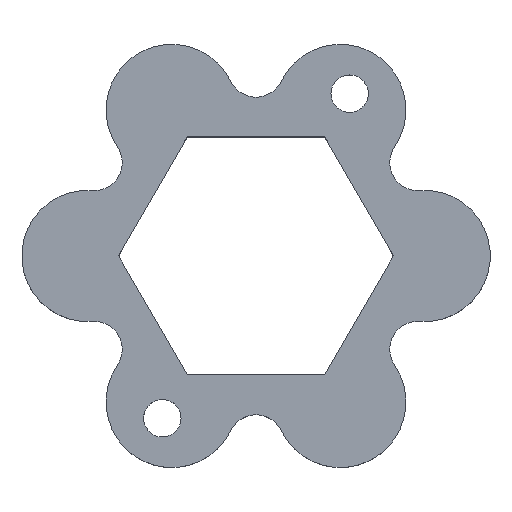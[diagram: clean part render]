
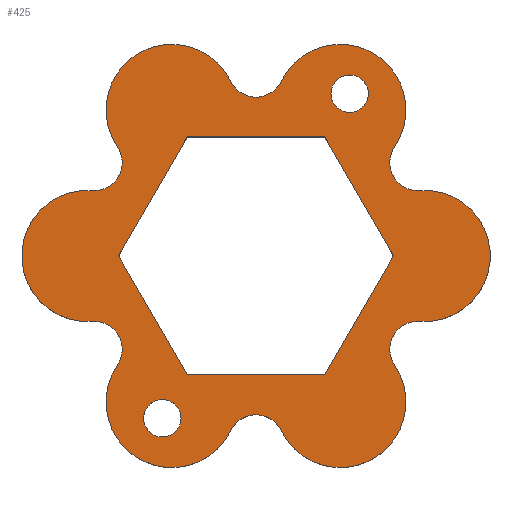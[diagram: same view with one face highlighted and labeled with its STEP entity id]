
A CAD part, top view. The second image highlights one B-rep face of the part: STEP entity #425.
In plain terms, the highlighted planar face has unit normal (0, 0, 1).
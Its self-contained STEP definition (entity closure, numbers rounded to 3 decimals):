
#15=FACE_BOUND('',#106,.T.);
#16=FACE_BOUND('',#107,.T.);
#17=FACE_BOUND('',#108,.T.);
#21=CIRCLE('',#457,1.);
#23=CIRCLE('',#460,1.);
#26=CIRCLE('',#464,1.5);
#28=CIRCLE('',#467,3.5);
#30=CIRCLE('',#470,1.5);
#32=CIRCLE('',#473,3.5);
#34=CIRCLE('',#476,1.5);
#36=CIRCLE('',#479,3.5);
#38=CIRCLE('',#482,1.5);
#40=CIRCLE('',#485,3.5);
#42=CIRCLE('',#488,1.5);
#44=CIRCLE('',#491,3.5);
#46=CIRCLE('',#494,1.5);
#48=CIRCLE('',#497,3.5);
#83=FACE_OUTER_BOUND('',#105,.T.);
#105=EDGE_LOOP('',(#357,#358,#359,#360,#361,#362,#363,#364,#365,#366,#367,
#368));
#106=EDGE_LOOP('',(#369,#370,#371,#372,#373,#374));
#107=EDGE_LOOP('',(#375));
#108=EDGE_LOOP('',(#376));
#115=LINE('',#642,#147);
#118=LINE('',#648,#150);
#121=LINE('',#654,#153);
#124=LINE('',#660,#156);
#127=LINE('',#666,#159);
#130=LINE('',#670,#162);
#147=VECTOR('',#506,10.);
#150=VECTOR('',#511,10.);
#153=VECTOR('',#516,10.);
#156=VECTOR('',#521,10.);
#159=VECTOR('',#526,10.);
#162=VECTOR('',#531,10.);
#179=VERTEX_POINT('',#639);
#180=VERTEX_POINT('',#641);
#182=VERTEX_POINT('',#647);
#184=VERTEX_POINT('',#653);
#186=VERTEX_POINT('',#659);
#188=VERTEX_POINT('',#665);
#189=VERTEX_POINT('',#672);
#191=VERTEX_POINT('',#678);
#195=VERTEX_POINT('',#687);
#196=VERTEX_POINT('',#689);
#198=VERTEX_POINT('',#695);
#200=VERTEX_POINT('',#701);
#202=VERTEX_POINT('',#707);
#204=VERTEX_POINT('',#713);
#206=VERTEX_POINT('',#719);
#208=VERTEX_POINT('',#725);
#210=VERTEX_POINT('',#731);
#212=VERTEX_POINT('',#737);
#214=VERTEX_POINT('',#743);
#216=VERTEX_POINT('',#749);
#219=EDGE_CURVE('',#180,#179,#115,.T.);
#222=EDGE_CURVE('',#182,#180,#118,.T.);
#225=EDGE_CURVE('',#184,#182,#121,.T.);
#228=EDGE_CURVE('',#186,#184,#124,.T.);
#231=EDGE_CURVE('',#188,#186,#127,.T.);
#234=EDGE_CURVE('',#179,#188,#130,.T.);
#235=EDGE_CURVE('',#189,#189,#21,.T.);
#238=EDGE_CURVE('',#191,#191,#23,.T.);
#243=EDGE_CURVE('',#196,#195,#26,.T.);
#246=EDGE_CURVE('',#198,#196,#28,.T.);
#249=EDGE_CURVE('',#200,#198,#30,.T.);
#252=EDGE_CURVE('',#202,#200,#32,.T.);
#255=EDGE_CURVE('',#204,#202,#34,.T.);
#258=EDGE_CURVE('',#206,#204,#36,.T.);
#261=EDGE_CURVE('',#208,#206,#38,.T.);
#264=EDGE_CURVE('',#210,#208,#40,.T.);
#267=EDGE_CURVE('',#212,#210,#42,.T.);
#270=EDGE_CURVE('',#214,#212,#44,.T.);
#273=EDGE_CURVE('',#216,#214,#46,.T.);
#276=EDGE_CURVE('',#195,#216,#48,.T.);
#357=ORIENTED_EDGE('',*,*,#276,.T.);
#358=ORIENTED_EDGE('',*,*,#273,.T.);
#359=ORIENTED_EDGE('',*,*,#270,.T.);
#360=ORIENTED_EDGE('',*,*,#267,.T.);
#361=ORIENTED_EDGE('',*,*,#264,.T.);
#362=ORIENTED_EDGE('',*,*,#261,.T.);
#363=ORIENTED_EDGE('',*,*,#258,.T.);
#364=ORIENTED_EDGE('',*,*,#255,.T.);
#365=ORIENTED_EDGE('',*,*,#252,.T.);
#366=ORIENTED_EDGE('',*,*,#249,.T.);
#367=ORIENTED_EDGE('',*,*,#246,.T.);
#368=ORIENTED_EDGE('',*,*,#243,.T.);
#369=ORIENTED_EDGE('',*,*,#228,.T.);
#370=ORIENTED_EDGE('',*,*,#225,.T.);
#371=ORIENTED_EDGE('',*,*,#222,.T.);
#372=ORIENTED_EDGE('',*,*,#219,.T.);
#373=ORIENTED_EDGE('',*,*,#234,.T.);
#374=ORIENTED_EDGE('',*,*,#231,.T.);
#375=ORIENTED_EDGE('',*,*,#235,.T.);
#376=ORIENTED_EDGE('',*,*,#238,.T.);
#403=PLANE('',#498);
#425=ADVANCED_FACE('',(#83,#15,#16,#17),#403,.T.);
#457=AXIS2_PLACEMENT_3D('',#673,#534,#535);
#460=AXIS2_PLACEMENT_3D('',#679,#541,#542);
#464=AXIS2_PLACEMENT_3D('',#690,#551,#552);
#467=AXIS2_PLACEMENT_3D('',#696,#558,#559);
#470=AXIS2_PLACEMENT_3D('',#702,#565,#566);
#473=AXIS2_PLACEMENT_3D('',#708,#572,#573);
#476=AXIS2_PLACEMENT_3D('',#714,#579,#580);
#479=AXIS2_PLACEMENT_3D('',#720,#586,#587);
#482=AXIS2_PLACEMENT_3D('',#726,#593,#594);
#485=AXIS2_PLACEMENT_3D('',#732,#600,#601);
#488=AXIS2_PLACEMENT_3D('',#738,#607,#608);
#491=AXIS2_PLACEMENT_3D('',#744,#614,#615);
#494=AXIS2_PLACEMENT_3D('',#750,#621,#622);
#497=AXIS2_PLACEMENT_3D('',#754,#628,#629);
#498=AXIS2_PLACEMENT_3D('',#755,#630,#631);
#506=DIRECTION('',(-1.,0.,0.));
#511=DIRECTION('',(-0.5,-0.866,0.));
#516=DIRECTION('',(0.5,-0.866,0.));
#521=DIRECTION('',(1.,0.,0.));
#526=DIRECTION('',(0.5,0.866,0.));
#531=DIRECTION('',(-0.5,0.866,0.));
#534=DIRECTION('center_axis',(0.,0.,-1.));
#535=DIRECTION('ref_axis',(1.,0.,0.));
#541=DIRECTION('center_axis',(0.,0.,-1.));
#542=DIRECTION('ref_axis',(1.,0.,0.));
#551=DIRECTION('center_axis',(0.,0.,-1.));
#552=DIRECTION('ref_axis',(-1.,0.,0.));
#558=DIRECTION('center_axis',(0.,0.,1.));
#559=DIRECTION('ref_axis',(1.,0.,0.));
#565=DIRECTION('center_axis',(0.,0.,-1.));
#566=DIRECTION('ref_axis',(-1.,0.,0.));
#572=DIRECTION('center_axis',(0.,0.,1.));
#573=DIRECTION('ref_axis',(1.,0.,0.));
#579=DIRECTION('center_axis',(0.,0.,-1.));
#580=DIRECTION('ref_axis',(-1.,0.,0.));
#586=DIRECTION('center_axis',(0.,0.,1.));
#587=DIRECTION('ref_axis',(1.,0.,0.));
#593=DIRECTION('center_axis',(0.,0.,-1.));
#594=DIRECTION('ref_axis',(-1.,0.,0.));
#600=DIRECTION('center_axis',(0.,0.,1.));
#601=DIRECTION('ref_axis',(1.,0.,0.));
#607=DIRECTION('center_axis',(0.,0.,-1.));
#608=DIRECTION('ref_axis',(-1.,0.,0.));
#614=DIRECTION('center_axis',(0.,0.,1.));
#615=DIRECTION('ref_axis',(1.,0.,0.));
#621=DIRECTION('center_axis',(0.,0.,-1.));
#622=DIRECTION('ref_axis',(-1.,0.,0.));
#628=DIRECTION('center_axis',(0.,0.,1.));
#629=DIRECTION('ref_axis',(1.,0.,0.));
#630=DIRECTION('center_axis',(0.,0.,1.));
#631=DIRECTION('ref_axis',(1.,0.,0.));
#639=CARTESIAN_POINT('',(-3.666,-6.35,3.));
#641=CARTESIAN_POINT('',(3.666,-6.35,3.));
#642=CARTESIAN_POINT('',(1.833,-6.35,3.));
#647=CARTESIAN_POINT('',(7.332,0.,3.));
#648=CARTESIAN_POINT('',(6.416,-1.588,3.));
#653=CARTESIAN_POINT('',(3.666,6.35,3.));
#654=CARTESIAN_POINT('',(4.583,4.763,3.));
#659=CARTESIAN_POINT('',(-3.666,6.35,3.));
#660=CARTESIAN_POINT('',(-1.833,6.35,3.));
#665=CARTESIAN_POINT('',(-7.332,0.,3.));
#666=CARTESIAN_POINT('',(-6.416,1.588,3.));
#670=CARTESIAN_POINT('',(-4.583,-4.763,3.));
#672=CARTESIAN_POINT('',(-6.,-8.66,3.));
#673=CARTESIAN_POINT('Origin',(-5.,-8.66,3.));
#678=CARTESIAN_POINT('',(4.,8.66,3.));
#679=CARTESIAN_POINT('Origin',(5.,8.66,3.));
#687=CARTESIAN_POINT('',(-1.35,9.32,3.));
#689=CARTESIAN_POINT('',(1.35,9.32,3.));
#690=CARTESIAN_POINT('Origin',(0.,9.974,3.));
#695=CARTESIAN_POINT('',(7.396,5.829,3.));
#696=CARTESIAN_POINT('Origin',(4.5,7.794,3.));
#701=CARTESIAN_POINT('',(8.746,3.491,3.));
#702=CARTESIAN_POINT('Origin',(8.637,4.987,3.));
#707=CARTESIAN_POINT('',(8.746,-3.491,3.));
#708=CARTESIAN_POINT('Origin',(9.,0.,3.));
#713=CARTESIAN_POINT('',(7.396,-5.829,3.));
#714=CARTESIAN_POINT('Origin',(8.637,-4.987,3.));
#719=CARTESIAN_POINT('',(1.35,-9.32,3.));
#720=CARTESIAN_POINT('Origin',(4.5,-7.794,3.));
#725=CARTESIAN_POINT('',(-1.35,-9.32,3.));
#726=CARTESIAN_POINT('Origin',(0.,-9.974,
3.));
#731=CARTESIAN_POINT('',(-7.396,-5.829,3.));
#732=CARTESIAN_POINT('Origin',(-4.5,-7.794,3.));
#737=CARTESIAN_POINT('',(-8.746,-3.491,3.));
#738=CARTESIAN_POINT('Origin',(-8.637,-4.987,3.));
#743=CARTESIAN_POINT('',(-8.746,3.491,3.));
#744=CARTESIAN_POINT('Origin',(-9.,0.,3.));
#749=CARTESIAN_POINT('',(-7.396,5.829,3.));
#750=CARTESIAN_POINT('Origin',(-8.637,4.987,3.));
#754=CARTESIAN_POINT('Origin',(-4.5,7.794,3.));
#755=CARTESIAN_POINT('Origin',(0.,0.,3.));
